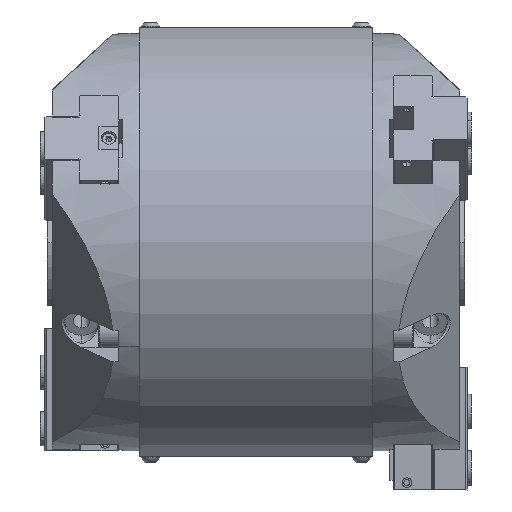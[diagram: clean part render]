
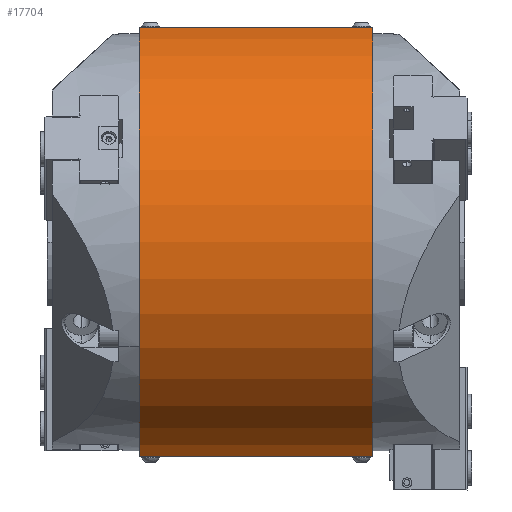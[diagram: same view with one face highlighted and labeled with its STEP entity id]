
A CAD part, left-side view. The second image highlights one B-rep face of the part: STEP entity #17704.
In plain terms, the highlighted cylindrical face has radius 90 mm (diameter 180 mm), a partial arc.
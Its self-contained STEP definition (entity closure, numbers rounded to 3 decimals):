
#323 = ORIENTED_EDGE ( 'NONE', *, *, #25191, .T. ) ;
#324 = ORIENTED_EDGE ( 'NONE', *, *, #733, .F. ) ;
#325 = ORIENTED_EDGE ( 'NONE', *, *, #719, .F. ) ;
#326 = ORIENTED_EDGE ( 'NONE', *, *, #710, .T. ) ;
#710 = EDGE_CURVE ( 'NONE', #21621, #21593, #8975, .T. ) ;
#719 = EDGE_CURVE ( 'NONE', #21596, #21593, #8993, .T. ) ;
#733 = EDGE_CURVE ( 'NONE', #21620, #21596, #9012, .T. ) ;
#4067 = CARTESIAN_POINT ( 'NONE',  ( 5., -47.5, 0. ) ) ;
#4084 = DIRECTION ( 'NONE',  ( 0., 1., 0. ) ) ;
#4085 = DIRECTION ( 'NONE',  ( 0., 0., 1. ) ) ;
#7426 = EDGE_LOOP ( 'NONE', ( #326, #325, #324, #323 ) ) ;
#8954 = VECTOR ( 'NONE', #13280, 1000. ) ;
#8975 = LINE ( 'NONE', #13287, #8954 ) ;
#8993 = CIRCLE ( 'NONE', #21850, 90. ) ;
#9012 = LINE ( 'NONE', #13215, #9013 ) ;
#9013 = VECTOR ( 'NONE', #13214, 1000. ) ;
#10230 = AXIS2_PLACEMENT_3D ( 'NONE', #18755, #18740, #18749 ) ;
#13214 = DIRECTION ( 'NONE',  ( 0., 1., 0. ) ) ;
#13215 = CARTESIAN_POINT ( 'NONE',  ( -16.065, -47.5, -87.5 ) ) ;
#13255 = DIRECTION ( 'NONE',  ( 0., 0., 1. ) ) ;
#13257 = DIRECTION ( 'NONE',  ( 0., 1., 0. ) ) ;
#13266 = CARTESIAN_POINT ( 'NONE',  ( 5., 47.5, 0. ) ) ;
#13280 = DIRECTION ( 'NONE',  ( 0., 1., 0. ) ) ;
#13287 = CARTESIAN_POINT ( 'NONE',  ( -16.065, -47.5, 87.5 ) ) ;
#14425 = CIRCLE ( 'NONE', #15414, 90. ) ;
#15414 = AXIS2_PLACEMENT_3D ( 'NONE', #4067, #4084, #4085 ) ;
#16029 = CARTESIAN_POINT ( 'NONE',  ( -16.065, 47.5, 87.5 ) ) ;
#16032 = CARTESIAN_POINT ( 'NONE',  ( -16.065, 47.5, -87.5 ) ) ;
#16056 = CARTESIAN_POINT ( 'NONE',  ( -16.065, -47.5, -87.5 ) ) ;
#16057 = CARTESIAN_POINT ( 'NONE',  ( -16.065, -47.5, 87.5 ) ) ;
#17704 = ADVANCED_FACE ( 'NONE', ( #21116 ), #21117, .T. ) ;
#18740 = DIRECTION ( 'NONE',  ( 0., 1., 0. ) ) ;
#18749 = DIRECTION ( 'NONE',  ( 0., 0., 1. ) ) ;
#18755 = CARTESIAN_POINT ( 'NONE',  ( 5., -47.5, 0. ) ) ;
#21116 = FACE_OUTER_BOUND ( 'NONE', #7426, .T. ) ;
#21117 = CYLINDRICAL_SURFACE ( 'NONE', #10230, 90. ) ;
#21593 = VERTEX_POINT ( 'NONE', #16029 ) ;
#21596 = VERTEX_POINT ( 'NONE', #16032 ) ;
#21620 = VERTEX_POINT ( 'NONE', #16056 ) ;
#21621 = VERTEX_POINT ( 'NONE', #16057 ) ;
#21850 = AXIS2_PLACEMENT_3D ( 'NONE', #13266, #13257, #13255 ) ;
#25191 = EDGE_CURVE ( 'NONE', #21620, #21621, #14425, .T. ) ;
